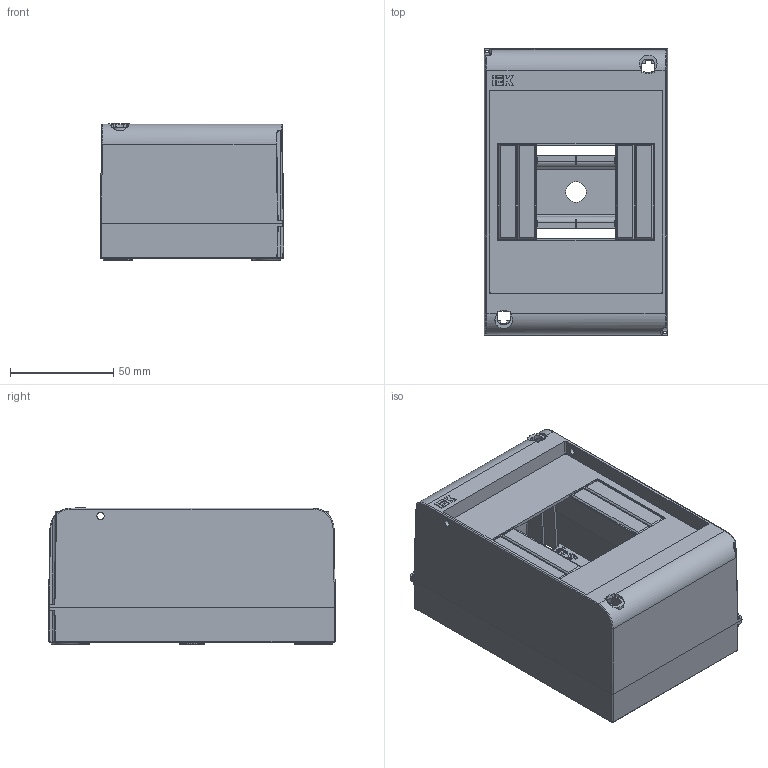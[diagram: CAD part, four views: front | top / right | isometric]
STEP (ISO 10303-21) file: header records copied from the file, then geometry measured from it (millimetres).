
FILE_DESCRIPTION (( 'STEP AP203' ), '1' );
FILE_NAME ('UIM-KP71-N-04-20-K34_UNION Mini Êîðïóñ ïëàñòèê. ÊÌÏí-4 IP20 áåç äâåðè ñîñíà IEK.STEP', '2024-03-27T12:29:17', ( '' ), ( '' ), 'SwSTEP 2.0', 'SolidWorks 2022', '' );
FILE_SCHEMA (( 'CONFIG_CONTROL_DESIGN' ));
Length unit declared in the file: millimetre
Products named in the file (1): UIM-KP71-N-04-20-K34_UNION Mini Корпус пластик. КМПн-4 IP20 без двери сосна IEK
Bounding box: 89 x 139 x 66.3 mm (x, y, z)
Volume: 87858.6 mm3; surface area: 110471.4 mm2
Topology: 2 solids, 2 shells, 1398 faces, 3782 edges, 2447 vertices
Faces by surface type: plane 784, cylinder 260, bspline 174, cone 117, torus 48, sphere 15
Entity records: 50881 total; most frequent: CARTESIAN_POINT 17374, ORIENTED_EDGE 7548, DIRECTION 6109, EDGE_CURVE 3774, LINE 2465, VECTOR 2465, VERTEX_POINT 2447, AXIS2_PLACEMENT_3D 1822
